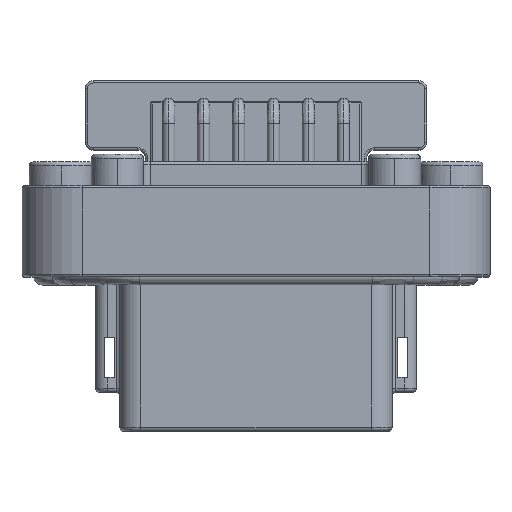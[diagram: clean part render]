
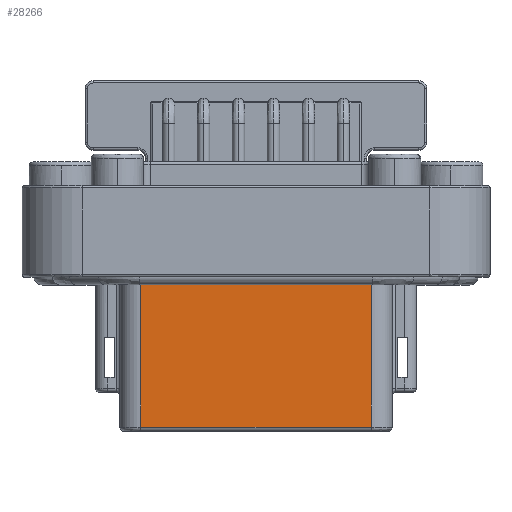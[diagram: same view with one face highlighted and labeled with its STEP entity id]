
A CAD part, top view. The second image highlights one B-rep face of the part: STEP entity #28266.
In plain terms, the highlighted planar face has unit normal (0, 0, 1).
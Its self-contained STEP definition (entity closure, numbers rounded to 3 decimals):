
#439 = LINE ( 'NONE', #22086, #29681 ) ;
#1236 = LINE ( 'NONE', #47633, #20909 ) ;
#6861 = FACE_OUTER_BOUND ( 'NONE', #48696, .T. ) ;
#7524 = VECTOR ( 'NONE', #18298, 1000. ) ;
#7826 = EDGE_CURVE ( 'NONE', #44515, #29340, #1236, .T. ) ;
#11125 = CARTESIAN_POINT ( 'NONE',  ( -17.205, 0.29, 11.1 ) ) ;
#12145 = CARTESIAN_POINT ( 'NONE',  ( -14.605, 19.39, 11.1 ) ) ;
#12366 = DIRECTION ( 'NONE',  ( 0., 0., 1. ) ) ;
#12644 = LINE ( 'NONE', #27898, #25173 ) ;
#12711 = DIRECTION ( 'NONE',  ( 1., 0., 0. ) ) ;
#18298 = DIRECTION ( 'NONE',  ( 1., 0., 0. ) ) ;
#20909 = VECTOR ( 'NONE', #21152, 1000. ) ;
#21152 = DIRECTION ( 'NONE',  ( 0., -1., 0. ) ) ;
#22086 = CARTESIAN_POINT ( 'NONE',  ( 14.605, 25.783, 11.1 ) ) ;
#23058 = AXIS2_PLACEMENT_3D ( 'NONE', #46179, #12366, #38367 ) ;
#24369 = ORIENTED_EDGE ( 'NONE', *, *, #7826, .T. ) ;
#25173 = VECTOR ( 'NONE', #12711, 1000. ) ;
#27442 = VERTEX_POINT ( 'NONE', #43431 ) ;
#27898 = CARTESIAN_POINT ( 'NONE',  ( 0., 19.39, 11.1 ) ) ;
#28266 = ADVANCED_FACE ( 'NONE', ( #6861 ), #42331, .T. ) ;
#29340 = VERTEX_POINT ( 'NONE', #42714 ) ;
#29681 = VECTOR ( 'NONE', #33430, 1000. ) ;
#31608 = CARTESIAN_POINT ( 'NONE',  ( 14.605, 19.39, 11.1 ) ) ;
#32186 = VERTEX_POINT ( 'NONE', #31608 ) ;
#32614 = LINE ( 'NONE', #11125, #7524 ) ;
#33430 = DIRECTION ( 'NONE',  ( 0., -1., 0. ) ) ;
#34683 = ORIENTED_EDGE ( 'NONE', *, *, #44188, .F. ) ;
#37270 = EDGE_CURVE ( 'NONE', #32186, #27442, #439, .T. ) ;
#38229 = EDGE_CURVE ( 'NONE', #29340, #27442, #32614, .T. ) ;
#38367 = DIRECTION ( 'NONE',  ( 1., 0., 0. ) ) ;
#42331 = PLANE ( 'NONE',  #23058 ) ;
#42714 = CARTESIAN_POINT ( 'NONE',  ( -14.605, 0.29, 11.1 ) ) ;
#43431 = CARTESIAN_POINT ( 'NONE',  ( 14.605, 0.29, 11.1 ) ) ;
#44188 = EDGE_CURVE ( 'NONE', #44515, #32186, #12644, .T. ) ;
#44515 = VERTEX_POINT ( 'NONE', #12145 ) ;
#46179 = CARTESIAN_POINT ( 'NONE',  ( -17.205, 0., 11.1 ) ) ;
#46668 = ORIENTED_EDGE ( 'NONE', *, *, #37270, .F. ) ;
#47182 = ORIENTED_EDGE ( 'NONE', *, *, #38229, .T. ) ;
#47633 = CARTESIAN_POINT ( 'NONE',  ( -14.605, 0., 11.1 ) ) ;
#48696 = EDGE_LOOP ( 'NONE', ( #24369, #47182, #46668, #34683 ) ) ;
